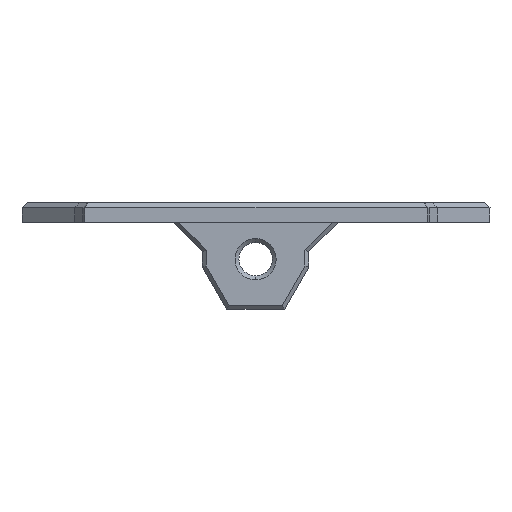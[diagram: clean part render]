
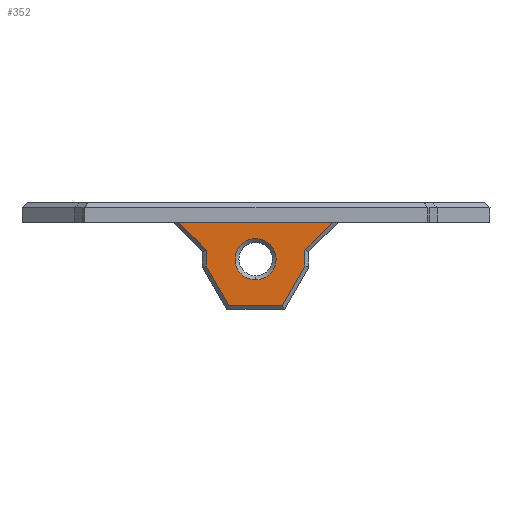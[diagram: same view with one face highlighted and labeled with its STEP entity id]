
A CAD part, front view. The second image highlights one B-rep face of the part: STEP entity #352.
In plain terms, the highlighted planar face has unit normal (0, -1, 0).
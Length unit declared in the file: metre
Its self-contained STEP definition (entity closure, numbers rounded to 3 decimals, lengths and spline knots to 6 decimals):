
#26 = CARTESIAN_POINT ( 'NONE',  ( 0.147557, -0.119153, 0.113894 ) ) ;
#57 = LINE ( 'NONE', #96, #497 ) ;
#96 = CARTESIAN_POINT ( 'NONE',  ( 0.1557, -0.119153, 0.117939 ) ) ;
#122 = VERTEX_POINT ( 'NONE', #217 ) ;
#150 = AXIS2_PLACEMENT_3D ( 'NONE', #2387, #176, #901 ) ;
#176 = DIRECTION ( 'NONE',  ( 0., 1., 0. ) ) ;
#188 = DIRECTION ( 'NONE',  ( 0., 1., 0. ) ) ;
#212 = ORIENTED_EDGE ( 'NONE', *, *, #2436, .T. ) ;
#216 = LINE ( 'NONE', #2247, #1848 ) ;
#217 = CARTESIAN_POINT ( 'NONE',  ( 0.155417, -0.119153, 0.117656 ) ) ;
#224 = VERTEX_POINT ( 'NONE', #2143 ) ;
#290 = EDGE_CURVE ( 'NONE', #722, #122, #57, .T. ) ;
#352 = ADVANCED_FACE ( 'NONE', ( #1398, #2154 ), #465, .T. ) ;
#353 = VECTOR ( 'NONE', #1171, 1. ) ;
#447 = ORIENTED_EDGE ( 'NONE', *, *, #1744, .T. ) ;
#465 = PLANE ( 'NONE',  #1763 ) ;
#469 = VECTOR ( 'NONE', #1614, 1. ) ;
#473 = VECTOR ( 'NONE', #1318, 1. ) ;
#497 = VECTOR ( 'NONE', #1559, 1. ) ;
#514 = EDGE_CURVE ( 'NONE', #224, #2131, #2273, .T. ) ;
#551 = ORIENTED_EDGE ( 'NONE', *, *, #1461, .T. ) ;
#562 = ORIENTED_EDGE ( 'NONE', *, *, #1843, .T. ) ;
#575 = ORIENTED_EDGE ( 'NONE', *, *, #1847, .T. ) ;
#582 = LINE ( 'NONE', #1337, #2238 ) ;
#658 = DIRECTION ( 'NONE',  ( 0., -1., 0. ) ) ;
#697 = DIRECTION ( 'NONE',  ( 0., 0., 1. ) ) ;
#711 = LINE ( 'NONE', #2214, #2172 ) ;
#722 = VERTEX_POINT ( 'NONE', #989 ) ;
#753 = CARTESIAN_POINT ( 'NONE',  ( 0.142531, -0.119153, 0.113091 ) ) ;
#771 = DIRECTION ( 'NONE',  ( -1., 0., 0. ) ) ;
#778 = VECTOR ( 'NONE', #771, 1. ) ;
#779 = DIRECTION ( 'NONE',  ( 1., 0., 0. ) ) ;
#869 = CARTESIAN_POINT ( 'NONE',  ( 0.150272, -0.119153, 0.109194 ) ) ;
#881 = VERTEX_POINT ( 'NONE', #1483 ) ;
#897 = ORIENTED_EDGE ( 'NONE', *, *, #514, .T. ) ;
#901 = DIRECTION ( 'NONE',  ( 1., 0., 0. ) ) ;
#904 = EDGE_CURVE ( 'NONE', #122, #2267, #1712, .T. ) ;
#917 = ORIENTED_EDGE ( 'NONE', *, *, #1042, .T. ) ;
#949 = CARTESIAN_POINT ( 'NONE',  ( 0.14496, -0.119153, 0.108993 ) ) ;
#970 = CARTESIAN_POINT ( 'NONE',  ( 0.152582, -0.119153, 0.113199 ) ) ;
#989 = CARTESIAN_POINT ( 'NONE',  ( 0.152582, -0.119153, 0.114822 ) ) ;
#1020 = DIRECTION ( 'NONE',  ( 1., 0., 0. ) ) ;
#1041 = VERTEX_POINT ( 'NONE', #869 ) ;
#1042 = EDGE_CURVE ( 'NONE', #1041, #2228, #1228, .T. ) ;
#1168 = VERTEX_POINT ( 'NONE', #2211 ) ;
#1171 = DIRECTION ( 'NONE',  ( 0., 0., -1. ) ) ;
#1184 = ORIENTED_EDGE ( 'NONE', *, *, #290, .T. ) ;
#1228 = LINE ( 'NONE', #2146, #469 ) ;
#1254 = EDGE_CURVE ( 'NONE', #2131, #224, #1612, .T. ) ;
#1306 = DIRECTION ( 'NONE',  ( 0.707, 0., -0.707 ) ) ;
#1318 = DIRECTION ( 'NONE',  ( 0.5, 0., -0.866 ) ) ;
#1334 = LINE ( 'NONE', #753, #353 ) ;
#1337 = CARTESIAN_POINT ( 'NONE',  ( 0.150503, -0.119153, 0.109194 ) ) ;
#1398 = FACE_BOUND ( 'NONE', #1619, .T. ) ;
#1453 = CARTESIAN_POINT ( 'NONE',  ( 0.147557, -0.119153, 0.111794 ) ) ;
#1461 = EDGE_CURVE ( 'NONE', #1168, #1041, #582, .T. ) ;
#1475 = EDGE_LOOP ( 'NONE', ( #1858, #575, #447, #562, #551, #917, #212, #1184 ) ) ;
#1483 = CARTESIAN_POINT ( 'NONE',  ( 0.142531, -0.119153, 0.113199 ) ) ;
#1559 = DIRECTION ( 'NONE',  ( 0.707, 0., 0.707 ) ) ;
#1582 = CARTESIAN_POINT ( 'NONE',  ( 0.139696, -0.119153, 0.117656 ) ) ;
#1612 = CIRCLE ( 'NONE', #150, 0.0021 ) ;
#1614 = DIRECTION ( 'NONE',  ( 0.5, 0., 0.866 ) ) ;
#1619 = EDGE_LOOP ( 'NONE', ( #2003, #897 ) ) ;
#1641 = AXIS2_PLACEMENT_3D ( 'NONE', #26, #188, #779 ) ;
#1689 = CARTESIAN_POINT ( 'NONE',  ( 0.142531, -0.119153, 0.114822 ) ) ;
#1700 = CARTESIAN_POINT ( 'NONE',  ( 0.170217, -0.119153, 0.117656 ) ) ;
#1712 = LINE ( 'NONE', #1700, #778 ) ;
#1744 = EDGE_CURVE ( 'NONE', #2212, #881, #1334, .T. ) ;
#1763 = AXIS2_PLACEMENT_3D ( 'NONE', #2354, #658, #2010 ) ;
#1843 = EDGE_CURVE ( 'NONE', #881, #1168, #2110, .T. ) ;
#1847 = EDGE_CURVE ( 'NONE', #2267, #2212, #216, .T. ) ;
#1848 = VECTOR ( 'NONE', #1306, 1. ) ;
#1858 = ORIENTED_EDGE ( 'NONE', *, *, #904, .T. ) ;
#2003 = ORIENTED_EDGE ( 'NONE', *, *, #1254, .T. ) ;
#2010 = DIRECTION ( 'NONE',  ( 1., 0., 0. ) ) ;
#2110 = LINE ( 'NONE', #949, #473 ) ;
#2131 = VERTEX_POINT ( 'NONE', #1453 ) ;
#2143 = CARTESIAN_POINT ( 'NONE',  ( 0.147557, -0.119153, 0.115994 ) ) ;
#2146 = CARTESIAN_POINT ( 'NONE',  ( 0.152636, -0.119153, 0.113291 ) ) ;
#2154 = FACE_OUTER_BOUND ( 'NONE', #1475, .T. ) ;
#2172 = VECTOR ( 'NONE', #697, 1. ) ;
#2211 = CARTESIAN_POINT ( 'NONE',  ( 0.144845, -0.119153, 0.109193 ) ) ;
#2212 = VERTEX_POINT ( 'NONE', #1689 ) ;
#2214 = CARTESIAN_POINT ( 'NONE',  ( 0.152582, -0.119153, 0.114656 ) ) ;
#2228 = VERTEX_POINT ( 'NONE', #970 ) ;
#2238 = VECTOR ( 'NONE', #1020, 1. ) ;
#2247 = CARTESIAN_POINT ( 'NONE',  ( 0.142414, -0.119153, 0.114939 ) ) ;
#2267 = VERTEX_POINT ( 'NONE', #1582 ) ;
#2273 = CIRCLE ( 'NONE', #1641, 0.0021 ) ;
#2354 = CARTESIAN_POINT ( 'NONE',  ( 0., -0.119153, 0. ) ) ;
#2387 = CARTESIAN_POINT ( 'NONE',  ( 0.147557, -0.119153, 0.113894 ) ) ;
#2436 = EDGE_CURVE ( 'NONE', #2228, #722, #711, .T. ) ;
